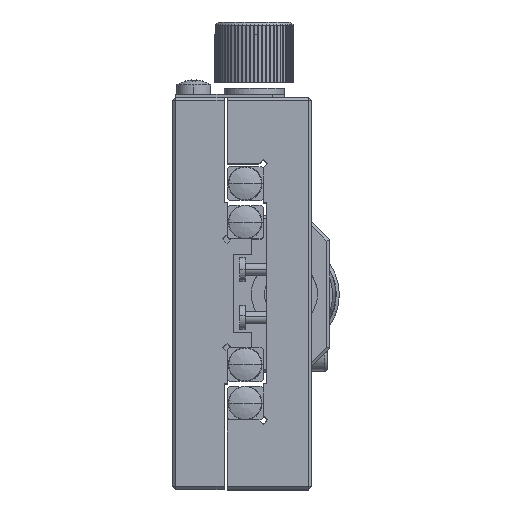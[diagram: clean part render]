
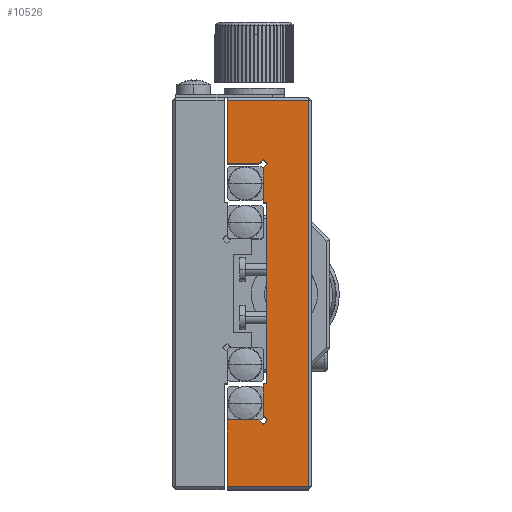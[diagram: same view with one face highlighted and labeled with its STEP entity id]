
A CAD part, top view. The second image highlights one B-rep face of the part: STEP entity #10526.
In plain terms, the highlighted planar face has unit normal (0, 0, 1).
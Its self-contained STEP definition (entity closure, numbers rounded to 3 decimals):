
#31 = VECTOR ( 'NONE', #14133, 1000. ) ;
#35 = VECTOR ( 'NONE', #16399, 1000. ) ;
#101 = ORIENTED_EDGE ( 'NONE', *, *, #5683, .F. ) ;
#121 = DIRECTION ( 'NONE',  ( -1., 0., 0. ) ) ;
#348 = CARTESIAN_POINT ( 'NONE',  ( -5.187, 19.066, 32.5 ) ) ;
#1027 = PLANE ( 'NONE',  #3801 ) ;
#1108 = CARTESIAN_POINT ( 'NONE',  ( -4.48, -24.141, 32.5 ) ) ;
#1768 = CARTESIAN_POINT ( 'NONE',  ( -4.687, 11.859, 32.5 ) ) ;
#1964 = CARTESIAN_POINT ( 'NONE',  ( -4.48, 18.359, 32.5 ) ) ;
#2075 = ORIENTED_EDGE ( 'NONE', *, *, #30088, .F. ) ;
#2129 = DIRECTION ( 'NONE',  ( 1., 0., 0. ) ) ;
#2157 = ORIENTED_EDGE ( 'NONE', *, *, #19456, .F. ) ;
#2194 = VERTEX_POINT ( 'NONE', #18140 ) ;
#2659 = CARTESIAN_POINT ( 'NONE',  ( -5.187, -23.434, 32.5 ) ) ;
#2705 = VECTOR ( 'NONE', #20423, 1000. ) ;
#2845 = CARTESIAN_POINT ( 'NONE',  ( 2.313, 28.859, 32.5 ) ) ;
#3255 = DIRECTION ( 'NONE',  ( 0., 1., 0. ) ) ;
#3442 = VERTEX_POINT ( 'NONE', #21687 ) ;
#3456 = CARTESIAN_POINT ( 'NONE',  ( -5.187, 17.652, 32.5 ) ) ;
#3676 = LINE ( 'NONE', #10132, #7392 ) ;
#3717 = VERTEX_POINT ( 'NONE', #5935 ) ;
#3740 = CARTESIAN_POINT ( 'NONE',  ( 2.813, 29.359, 32.5 ) ) ;
#3801 = AXIS2_PLACEMENT_3D ( 'NONE', #3740, #14688, #10465 ) ;
#4318 = EDGE_CURVE ( 'NONE', #12667, #8154, #5977, .T. ) ;
#4432 = VECTOR ( 'NONE', #21322, 1000. ) ;
#4522 = CARTESIAN_POINT ( 'NONE',  ( -11.187, 28.859, 32.5 ) ) ;
#4592 = CARTESIAN_POINT ( 'NONE',  ( -5.187, 11.859, 32.5 ) ) ;
#4697 = EDGE_CURVE ( 'NONE', #12770, #27825, #26002, .T. ) ;
#4828 = EDGE_CURVE ( 'NONE', #10241, #20878, #21510, .T. ) ;
#4875 = EDGE_CURVE ( 'NONE', #8680, #12667, #9336, .T. ) ;
#5643 = VECTOR ( 'NONE', #121, 1000. ) ;
#5683 = EDGE_CURVE ( 'NONE', #18475, #12271, #3676, .T. ) ;
#5733 = LINE ( 'NONE', #3456, #30181 ) ;
#5779 = ORIENTED_EDGE ( 'NONE', *, *, #12498, .F. ) ;
#5935 = CARTESIAN_POINT ( 'NONE',  ( -5.187, 17.652, 32.5 ) ) ;
#5977 = LINE ( 'NONE', #2659, #20055 ) ;
#6234 = CARTESIAN_POINT ( 'NONE',  ( -4.48, 18.359, 32.5 ) ) ;
#7083 = DIRECTION ( 'NONE',  ( 1., 0., 0. ) ) ;
#7133 = VERTEX_POINT ( 'NONE', #29652 ) ;
#7156 = EDGE_CURVE ( 'NONE', #20878, #16286, #26429, .T. ) ;
#7324 = EDGE_CURVE ( 'NONE', #14981, #3442, #19316, .T. ) ;
#7392 = VECTOR ( 'NONE', #14670, 1000. ) ;
#7421 = EDGE_CURVE ( 'NONE', #16286, #2194, #12996, .T. ) ;
#7767 = ORIENTED_EDGE ( 'NONE', *, *, #24824, .T. ) ;
#7934 = VECTOR ( 'NONE', #19396, 1000. ) ;
#8004 = EDGE_CURVE ( 'NONE', #3717, #10241, #15200, .T. ) ;
#8154 = VERTEX_POINT ( 'NONE', #21718 ) ;
#8235 = CARTESIAN_POINT ( 'NONE',  ( -5.894, 18.359, 32.5 ) ) ;
#8680 = VERTEX_POINT ( 'NONE', #14099 ) ;
#9089 = VECTOR ( 'NONE', #23735, 1000. ) ;
#9336 = LINE ( 'NONE', #14486, #28960 ) ;
#9495 = ORIENTED_EDGE ( 'NONE', *, *, #4318, .F. ) ;
#9499 = ORIENTED_EDGE ( 'NONE', *, *, #4697, .T. ) ;
#10132 = CARTESIAN_POINT ( 'NONE',  ( -5.187, -18.141, 32.5 ) ) ;
#10241 = VERTEX_POINT ( 'NONE', #6234 ) ;
#10465 = DIRECTION ( 'NONE',  ( 1., 0., 0. ) ) ;
#10526 = ADVANCED_FACE ( 'NONE', ( #19100 ), #1027, .T. ) ;
#10803 = ORIENTED_EDGE ( 'NONE', *, *, #7156, .F. ) ;
#10919 = ORIENTED_EDGE ( 'NONE', *, *, #11221, .F. ) ;
#10941 = LINE ( 'NONE', #14480, #25057 ) ;
#11211 = VECTOR ( 'NONE', #2129, 1000. ) ;
#11221 = EDGE_CURVE ( 'NONE', #23755, #11240, #19855, .T. ) ;
#11240 = VERTEX_POINT ( 'NONE', #4592 ) ;
#11315 = CARTESIAN_POINT ( 'NONE',  ( 2.313, 29.359, 32.5 ) ) ;
#11361 = EDGE_CURVE ( 'NONE', #8154, #18475, #10941, .T. ) ;
#11614 = CARTESIAN_POINT ( 'NONE',  ( -11.187, 18.359, 32.5 ) ) ;
#12073 = LINE ( 'NONE', #16059, #25419 ) ;
#12211 = DIRECTION ( 'NONE',  ( 0.707, 0.707, 0. ) ) ;
#12253 = VERTEX_POINT ( 'NONE', #4522 ) ;
#12271 = VERTEX_POINT ( 'NONE', #26055 ) ;
#12498 = EDGE_CURVE ( 'NONE', #3442, #8680, #13449, .T. ) ;
#12667 = VERTEX_POINT ( 'NONE', #1108 ) ;
#12745 = VECTOR ( 'NONE', #15107, 1000. ) ;
#12770 = VERTEX_POINT ( 'NONE', #20150 ) ;
#12996 = LINE ( 'NONE', #11614, #5643 ) ;
#13449 = LINE ( 'NONE', #14825, #7934 ) ;
#13549 = DIRECTION ( 'NONE',  ( 0., 1., 0. ) ) ;
#13874 = ORIENTED_EDGE ( 'NONE', *, *, #7421, .F. ) ;
#14099 = CARTESIAN_POINT ( 'NONE',  ( -5.187, -24.848, 32.5 ) ) ;
#14133 = DIRECTION ( 'NONE',  ( 0.707, 0.707, 0. ) ) ;
#14480 = CARTESIAN_POINT ( 'NONE',  ( -5.187, -18.141, 32.5 ) ) ;
#14486 = CARTESIAN_POINT ( 'NONE',  ( -4.48, -24.141, 32.5 ) ) ;
#14670 = DIRECTION ( 'NONE',  ( 1., 0., 0. ) ) ;
#14673 = CARTESIAN_POINT ( 'NONE',  ( -5.187, -18.141, 32.5 ) ) ;
#14688 = DIRECTION ( 'NONE',  ( 0., 0., 1. ) ) ;
#14825 = CARTESIAN_POINT ( 'NONE',  ( -5.187, -24.848, 32.5 ) ) ;
#14981 = VERTEX_POINT ( 'NONE', #16764 ) ;
#14999 = ORIENTED_EDGE ( 'NONE', *, *, #8004, .F. ) ;
#15107 = DIRECTION ( 'NONE',  ( -1., 0., 0. ) ) ;
#15200 = LINE ( 'NONE', #1964, #31 ) ;
#15821 = EDGE_CURVE ( 'NONE', #27825, #12253, #28372, .T. ) ;
#16006 = VECTOR ( 'NONE', #7083, 1000. ) ;
#16059 = CARTESIAN_POINT ( 'NONE',  ( -4.687, 11.859, 32.5 ) ) ;
#16089 = CARTESIAN_POINT ( 'NONE',  ( -5.894, -24.141, 32.5 ) ) ;
#16286 = VERTEX_POINT ( 'NONE', #8235 ) ;
#16399 = DIRECTION ( 'NONE',  ( -0.707, 0.707, 0. ) ) ;
#16465 = EDGE_LOOP ( 'NONE', ( #25204, #7767, #9499, #19185, #2157, #13874, #10803, #26162, #14999, #2075, #10919, #28572, #101, #26014, #9495, #28789, #5779, #28254 ) ) ;
#16764 = CARTESIAN_POINT ( 'NONE',  ( -11.187, -24.141, 32.5 ) ) ;
#17182 = CARTESIAN_POINT ( 'NONE',  ( -11.187, 29.359, 32.5 ) ) ;
#18140 = CARTESIAN_POINT ( 'NONE',  ( -11.187, 18.359, 32.5 ) ) ;
#18152 = CARTESIAN_POINT ( 'NONE',  ( -5.187, 19.066, 32.5 ) ) ;
#18475 = VERTEX_POINT ( 'NONE', #14673 ) ;
#18556 = CARTESIAN_POINT ( 'NONE',  ( 2.813, -35.141, 32.5 ) ) ;
#19100 = FACE_OUTER_BOUND ( 'NONE', #16465, .T. ) ;
#19140 = EDGE_CURVE ( 'NONE', #12271, #23755, #12073, .T. ) ;
#19185 = ORIENTED_EDGE ( 'NONE', *, *, #15821, .T. ) ;
#19285 = LINE ( 'NONE', #17182, #27104 ) ;
#19316 = LINE ( 'NONE', #16089, #16006 ) ;
#19396 = DIRECTION ( 'NONE',  ( 0.707, -0.707, 0. ) ) ;
#19456 = EDGE_CURVE ( 'NONE', #2194, #12253, #19285, .T. ) ;
#19855 = LINE ( 'NONE', #23332, #9089 ) ;
#20055 = VECTOR ( 'NONE', #23870, 1000. ) ;
#20150 = CARTESIAN_POINT ( 'NONE',  ( 2.313, -35.141, 32.5 ) ) ;
#20423 = DIRECTION ( 'NONE',  ( -0.707, -0.707, 0. ) ) ;
#20878 = VERTEX_POINT ( 'NONE', #348 ) ;
#21086 = LINE ( 'NONE', #28399, #4432 ) ;
#21322 = DIRECTION ( 'NONE',  ( 0., 1., 0. ) ) ;
#21327 = EDGE_CURVE ( 'NONE', #7133, #14981, #21086, .T. ) ;
#21433 = DIRECTION ( 'NONE',  ( 0., 1., 0. ) ) ;
#21510 = LINE ( 'NONE', #28324, #35 ) ;
#21687 = CARTESIAN_POINT ( 'NONE',  ( -5.894, -24.141, 32.5 ) ) ;
#21718 = CARTESIAN_POINT ( 'NONE',  ( -5.187, -23.434, 32.5 ) ) ;
#23020 = VECTOR ( 'NONE', #28220, 1000. ) ;
#23332 = CARTESIAN_POINT ( 'NONE',  ( -5.187, 11.859, 32.5 ) ) ;
#23735 = DIRECTION ( 'NONE',  ( -1., 0., 0. ) ) ;
#23755 = VERTEX_POINT ( 'NONE', #1768 ) ;
#23870 = DIRECTION ( 'NONE',  ( -0.707, 0.707, 0. ) ) ;
#24824 = EDGE_CURVE ( 'NONE', #7133, #12770, #26797, .T. ) ;
#24870 = CARTESIAN_POINT ( 'NONE',  ( -11.187, 28.859, 32.5 ) ) ;
#25057 = VECTOR ( 'NONE', #21433, 1000. ) ;
#25204 = ORIENTED_EDGE ( 'NONE', *, *, #21327, .F. ) ;
#25419 = VECTOR ( 'NONE', #13549, 1000. ) ;
#26002 = LINE ( 'NONE', #11315, #23020 ) ;
#26014 = ORIENTED_EDGE ( 'NONE', *, *, #11361, .F. ) ;
#26055 = CARTESIAN_POINT ( 'NONE',  ( -4.687, -18.141, 32.5 ) ) ;
#26162 = ORIENTED_EDGE ( 'NONE', *, *, #4828, .F. ) ;
#26320 = DIRECTION ( 'NONE',  ( 0., 1., 0. ) ) ;
#26429 = LINE ( 'NONE', #18152, #2705 ) ;
#26797 = LINE ( 'NONE', #18556, #11211 ) ;
#27104 = VECTOR ( 'NONE', #26320, 1000. ) ;
#27825 = VERTEX_POINT ( 'NONE', #2845 ) ;
#28220 = DIRECTION ( 'NONE',  ( 0., 1., 0. ) ) ;
#28254 = ORIENTED_EDGE ( 'NONE', *, *, #7324, .F. ) ;
#28324 = CARTESIAN_POINT ( 'NONE',  ( -5.187, 19.066, 32.5 ) ) ;
#28372 = LINE ( 'NONE', #24870, #12745 ) ;
#28399 = CARTESIAN_POINT ( 'NONE',  ( -11.187, -24.141, 32.5 ) ) ;
#28572 = ORIENTED_EDGE ( 'NONE', *, *, #19140, .F. ) ;
#28789 = ORIENTED_EDGE ( 'NONE', *, *, #4875, .F. ) ;
#28960 = VECTOR ( 'NONE', #12211, 1000. ) ;
#29652 = CARTESIAN_POINT ( 'NONE',  ( -11.187, -35.141, 32.5 ) ) ;
#30088 = EDGE_CURVE ( 'NONE', #11240, #3717, #5733, .T. ) ;
#30181 = VECTOR ( 'NONE', #3255, 1000. ) ;
